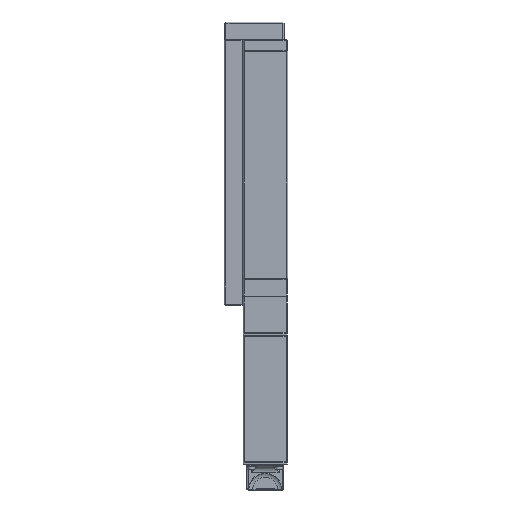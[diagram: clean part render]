
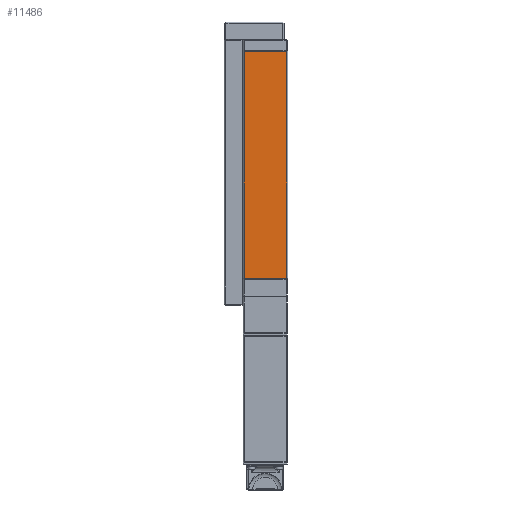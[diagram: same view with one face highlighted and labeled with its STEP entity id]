
A CAD part, left-side view. The second image highlights one B-rep face of the part: STEP entity #11486.
In plain terms, the highlighted planar face has unit normal (-1, 0, 0).
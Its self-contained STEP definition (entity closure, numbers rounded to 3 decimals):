
#1116 = CARTESIAN_POINT ( 'NONE',  ( -17.5, -17., 89.7 ) ) ;
#2645 = DIRECTION ( 'NONE',  ( 1., 0., 0. ) ) ;
#3662 = VECTOR ( 'NONE', #48665, 1000. ) ;
#3768 = ORIENTED_EDGE ( 'NONE', *, *, #55631, .T. ) ;
#5223 = ORIENTED_EDGE ( 'NONE', *, *, #28713, .T. ) ;
#6486 = VERTEX_POINT ( 'NONE', #16934 ) ;
#7056 = EDGE_CURVE ( 'NONE', #57630, #47183, #41070, .T. ) ;
#7086 = PLANE ( 'NONE',  #23009 ) ;
#8592 = DIRECTION ( 'NONE',  ( 0., 0., -1. ) ) ;
#8949 = LINE ( 'NONE', #22531, #28247 ) ;
#11486 = ADVANCED_FACE ( 'NONE', ( #47566 ), #7086, .F. ) ;
#12604 = CARTESIAN_POINT ( 'NONE',  ( -17.5, 16.5, 89.7 ) ) ;
#14522 = EDGE_CURVE ( 'NONE', #6486, #57630, #8949, .T. ) ;
#16872 = CARTESIAN_POINT ( 'NONE',  ( -17.5, 16.5, 89.7 ) ) ;
#16934 = CARTESIAN_POINT ( 'NONE',  ( -17.5, 16.5, -89.7 ) ) ;
#18086 = DIRECTION ( 'NONE',  ( 0., -1., 0. ) ) ;
#20660 = DIRECTION ( 'NONE',  ( 0., 1., 0. ) ) ;
#22531 = CARTESIAN_POINT ( 'NONE',  ( -17.5, 17.5, -89.7 ) ) ;
#23009 = AXIS2_PLACEMENT_3D ( 'NONE', #25091, #2645, #20660 ) ;
#25091 = CARTESIAN_POINT ( 'NONE',  ( -17.5, 17.5, 90. ) ) ;
#27571 = VERTEX_POINT ( 'NONE', #16872 ) ;
#28247 = VECTOR ( 'NONE', #18086, 1000. ) ;
#28713 = EDGE_CURVE ( 'NONE', #27571, #6486, #57934, .T. ) ;
#32169 = CARTESIAN_POINT ( 'NONE',  ( -17.5, -17., -89.7 ) ) ;
#35115 = VECTOR ( 'NONE', #8592, 1000. ) ;
#35460 = CARTESIAN_POINT ( 'NONE',  ( -17.5, 16.5, 90. ) ) ;
#36001 = EDGE_LOOP ( 'NONE', ( #5223, #50453, #46996, #3768 ) ) ;
#37180 = VECTOR ( 'NONE', #53500, 1000. ) ;
#41070 = LINE ( 'NONE', #44903, #37180 ) ;
#43052 = LINE ( 'NONE', #12604, #3662 ) ;
#44903 = CARTESIAN_POINT ( 'NONE',  ( -17.5, -17., 90. ) ) ;
#46996 = ORIENTED_EDGE ( 'NONE', *, *, #7056, .T. ) ;
#47183 = VERTEX_POINT ( 'NONE', #1116 ) ;
#47566 = FACE_OUTER_BOUND ( 'NONE', #36001, .T. ) ;
#48665 = DIRECTION ( 'NONE',  ( 0., 1., 0. ) ) ;
#50453 = ORIENTED_EDGE ( 'NONE', *, *, #14522, .T. ) ;
#53500 = DIRECTION ( 'NONE',  ( 0., 0., 1. ) ) ;
#55631 = EDGE_CURVE ( 'NONE', #47183, #27571, #43052, .T. ) ;
#57630 = VERTEX_POINT ( 'NONE', #32169 ) ;
#57934 = LINE ( 'NONE', #35460, #35115 ) ;
